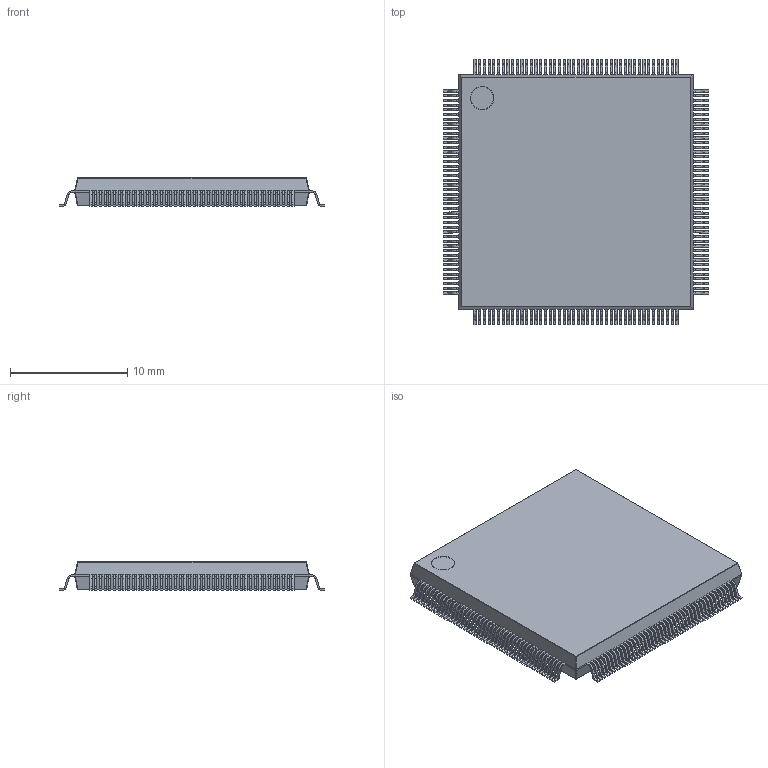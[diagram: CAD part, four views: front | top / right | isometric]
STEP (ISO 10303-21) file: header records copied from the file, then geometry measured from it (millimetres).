
FILE_DESCRIPTION (( 'STEP AP214' ), '1' );
FILE_NAME ('QFP40P2260X2260X245-176N_JEDEC_MS-029DC-2.STEP', '2010-04-11T13:54:14', ( 'Sasa Jovanovic' ), ( 'S' ), 'SwSTEP 2.0', 'SolidWorks 2008', '' );
FILE_SCHEMA (( 'AUTOMOTIVE_DESIGN' ));
Length unit declared in the file: millimetre
Products named in the file (1): QFP40P2260X2260X245-176N_JEDEC_MS-029DC-2
Bounding box: 22.62 x 22.62 x 2.45 mm (x, y, z)
Volume: 947.9 mm3; surface area: 1193.2 mm2
Topology: 1 solids, 1 shells, 2599 faces, 7058 edges, 4462 vertices
Faces by surface type: plane 1775, cylinder 814, sphere 8, torus 2
Entity records: 105510 total; most frequent: CARTESIAN_POINT 14192, ORIENTED_EDGE 14116, DIRECTION 13850, EDGE_CURVE 7058, VECTOR 5418, LINE 5418, VERTEX_POINT 4462, AXIS2_PLACEMENT_3D 4216
